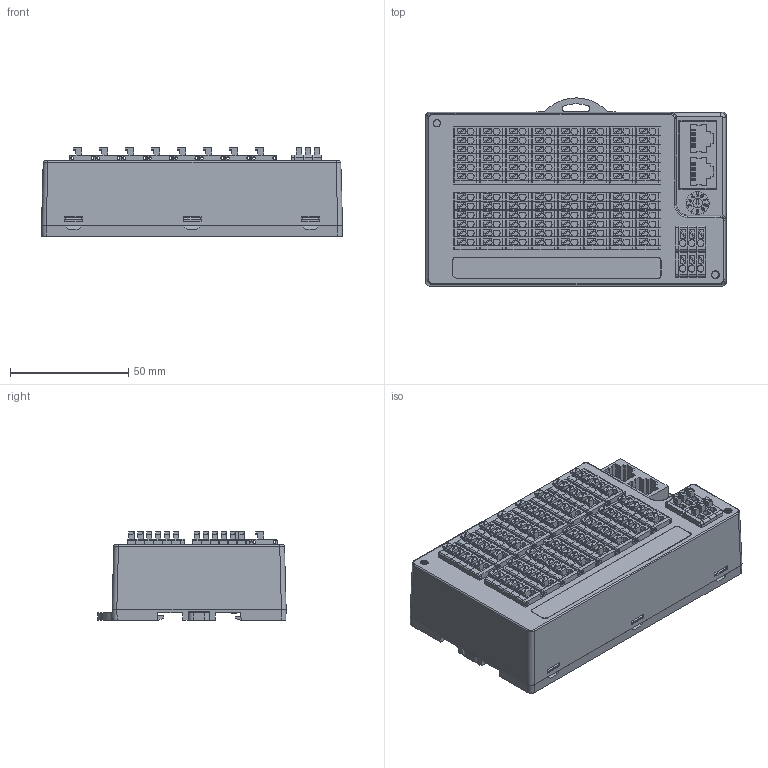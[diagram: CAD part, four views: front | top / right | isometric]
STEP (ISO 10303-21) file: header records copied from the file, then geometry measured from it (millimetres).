
FILE_DESCRIPTION(/* description */ (''),/* implementation_level */ '2;1');
FILE_NAME(/* name */ '',/* time_stamp */ '2025-01-07T14:55:19+08:00',/* author */ (''),/* organization */ (''),/* preprocessor_version */ 'ST-DEVELOPER v14',/* originating_system */ 'SIEMENS PLM Software NX 8.0',/* authorisation */ '');
FILE_SCHEMA (('AUTOMOTIVE_DESIGN { 1 0 10303 214 3 1 1 1 }'));
Products named in the file (1): MP5R-32_stp
Bounding box: 127.42 x 79.71 x 37.3 mm (x, y, z)
Volume: 275552.4 mm3; surface area: 54801.3 mm2
Topology: 3 solids, 5 shells, 3213 faces, 8568 edges, 5729 vertices
Faces by surface type: plane 2406, cylinder 699, extrusion 89, bspline 14, cone 4, sphere 1
Full cylindrical faces by diameter (mm): 1.168 x120, 1.178 x120, 3 x18, 4 x1, 9.6 x1, 9.8 x1
Entity records: 107895 total; most frequent: CARTESIAN_POINT 27758, ORIENTED_EDGE 16402, DIRECTION 15497, EDGE_CURVE 8201, VECTOR 6555, LINE 6466, VERTEX_POINT 5626, AXIS2_PLACEMENT_3D 4471
